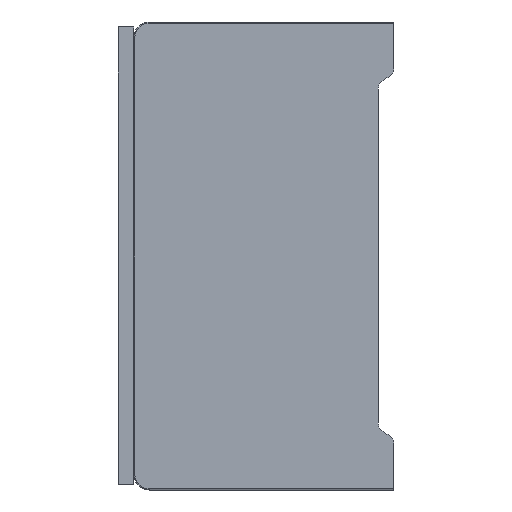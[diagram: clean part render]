
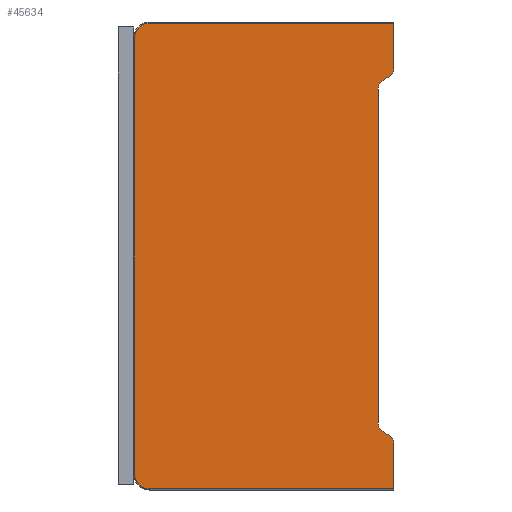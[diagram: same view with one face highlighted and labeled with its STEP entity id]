
A CAD part, left-side view. The second image highlights one B-rep face of the part: STEP entity #45634.
In plain terms, the highlighted planar face has unit normal (-1, 0, 0).
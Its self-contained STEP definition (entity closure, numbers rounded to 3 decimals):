
#623=CARTESIAN_POINT('',(0.,47.,-87.));
#624=DIRECTION('',(1.,0.,0.));
#625=DIRECTION('',(0.,0.,-1.));
#626=AXIS2_PLACEMENT_3D('',#623,#624,#625);
#628=CARTESIAN_POINT('',(0.,47.,-3.));
#629=DIRECTION('',(1.,0.,0.));
#630=DIRECTION('',(0.,1.,0.));
#631=AXIS2_PLACEMENT_3D('',#628,#629,#630);
#633=DIRECTION('',(0.,0.,-1.));
#634=VECTOR('',#633,8.8);
#635=CARTESIAN_POINT('',(0.,0.,-0.2));
#636=LINE('',#635,#634);
#637=CARTESIAN_POINT('',(0.,1.732,-9.));
#638=DIRECTION('',(1.,0.,0.));
#639=DIRECTION('',(0.,-1.,0.));
#640=AXIS2_PLACEMENT_3D('',#637,#638,#639);
#642=DIRECTION('',(0.,0.866,-0.5));
#643=VECTOR('',#642,1.309);
#644=CARTESIAN_POINT('',(0.,0.866,-10.5));
#645=LINE('',#644,#643);
#646=CARTESIAN_POINT('',(0.,1.,-12.887));
#647=DIRECTION('',(-1.,0.,0.));
#648=DIRECTION('',(0.,0.5,0.866));
#649=AXIS2_PLACEMENT_3D('',#646,#647,#648);
#651=DIRECTION('',(0.,0.,-1.));
#652=VECTOR('',#651,64.226);
#653=CARTESIAN_POINT('',(0.,3.,-12.887));
#654=LINE('',#653,#652);
#655=CARTESIAN_POINT('',(0.,1.,-77.113));
#656=DIRECTION('',(-1.,0.,0.));
#657=DIRECTION('',(0.,1.,0.));
#658=AXIS2_PLACEMENT_3D('',#655,#656,#657);
#660=DIRECTION('',(0.,-0.866,-0.5));
#661=VECTOR('',#660,1.309);
#662=CARTESIAN_POINT('',(0.,2.,-78.845));
#663=LINE('',#662,#661);
#664=CARTESIAN_POINT('',(0.,1.732,-81.));
#665=DIRECTION('',(1.,0.,0.));
#666=DIRECTION('',(0.,-0.5,0.866));
#667=AXIS2_PLACEMENT_3D('',#664,#665,#666);
#669=DIRECTION('',(0.,0.,-1.));
#670=VECTOR('',#669,8.8);
#671=CARTESIAN_POINT('',(0.,0.,-81.));
#672=LINE('',#671,#670);
#677=DIRECTION('',(0.,-1.,0.));
#678=VECTOR('',#677,47.);
#679=CARTESIAN_POINT('',(0.,47.,
-89.8));
#680=LINE('',#679,#678);
#1020=DIRECTION('',(0.,1.,0.));
#1021=VECTOR('',#1020,47.);
#1022=CARTESIAN_POINT('',(0.,0.,-0.2));
#1023=LINE('',#1022,#1021);
#1043=DIRECTION('',(0.,0.,-1.));
#1044=VECTOR('',#1043,84.);
#1045=CARTESIAN_POINT('',(0.,49.8,
-3.));
#1046=LINE('',#1045,#1044);
#43464=CARTESIAN_POINT('',(0.,49.8,
-3.));
#43465=CARTESIAN_POINT('',(0.,47.,
-0.2));
#43466=VERTEX_POINT('',#43464);
#43467=VERTEX_POINT('',#43465);
#43468=CARTESIAN_POINT('',(0.,47.,
-89.8));
#43469=CARTESIAN_POINT('',(0.,0.,-89.8));
#43470=VERTEX_POINT('',#43468);
#43471=VERTEX_POINT('',#43469);
#43472=CARTESIAN_POINT('',(0.,49.8,
-87.));
#43473=VERTEX_POINT('',#43472);
#43474=CARTESIAN_POINT('',(0.,0.,-0.2));
#43475=VERTEX_POINT('',#43474);
#43476=CARTESIAN_POINT('',(0.,0.,-9.));
#43477=VERTEX_POINT('',#43476);
#43478=CARTESIAN_POINT('',(0.,0.866,-10.5));
#43479=VERTEX_POINT('',#43478);
#43480=CARTESIAN_POINT('',(0.,2.,-11.155));
#43481=VERTEX_POINT('',#43480);
#43482=CARTESIAN_POINT('',(0.,3.,-12.887));
#43483=VERTEX_POINT('',#43482);
#43484=CARTESIAN_POINT('',(0.,3.,-77.113));
#43485=VERTEX_POINT('',#43484);
#43486=CARTESIAN_POINT('',(0.,2.,
-78.845));
#43487=VERTEX_POINT('',#43486);
#43488=CARTESIAN_POINT('',(0.,0.866,-79.5));
#43489=VERTEX_POINT('',#43488);
#43490=CARTESIAN_POINT('',(0.,0.,
-81.));
#43491=VERTEX_POINT('',#43490);
#45604=CARTESIAN_POINT('',(0.,24.9,-45.));
#45605=DIRECTION('',(1.,0.,0.));
#45606=DIRECTION('',(0.,0.,1.));
#45607=AXIS2_PLACEMENT_3D('',#45604,#45605,#45606);
#45608=PLANE('',#45607);
#45610=ORIENTED_EDGE('',*,*,#45609,.F.);
#45612=ORIENTED_EDGE('',*,*,#45611,.T.);
#45614=ORIENTED_EDGE('',*,*,#45613,.F.);
#45616=ORIENTED_EDGE('',*,*,#45615,.T.);
#45618=ORIENTED_EDGE('',*,*,#45617,.F.);
#45620=ORIENTED_EDGE('',*,*,#45619,.T.);
#45622=ORIENTED_EDGE('',*,*,#45621,.T.);
#45624=ORIENTED_EDGE('',*,*,#45623,.T.);
#45626=ORIENTED_EDGE('',*,*,#45625,.T.);
#45627=ORIENTED_EDGE('',*,*,#45583,.T.);
#45628=ORIENTED_EDGE('',*,*,#45572,.T.);
#45629=ORIENTED_EDGE('',*,*,#45557,.T.);
#45630=ORIENTED_EDGE('',*,*,#45542,.T.);
#45631=ORIENTED_EDGE('',*,*,#45527,.T.);
#45632=EDGE_LOOP('',(#45610,#45612,#45614,#45616,#45618,#45620,#45622,#45624,
#45626,#45627,#45628,#45629,#45630,#45631));
#45633=FACE_OUTER_BOUND('',#45632,.F.);
#627=CIRCLE('',#626,2.8);
#632=CIRCLE('',#631,2.8);
#641=CIRCLE('',#640,1.732);
#650=CIRCLE('',#649,2.);
#659=CIRCLE('',#658,2.);
#668=CIRCLE('',#667,1.732);
#45527=EDGE_CURVE('',#43491,#43471,#672,.T.);
#45542=EDGE_CURVE('',#43489,#43491,#668,.T.);
#45557=EDGE_CURVE('',#43487,#43489,#663,.T.);
#45572=EDGE_CURVE('',#43485,#43487,#659,.T.);
#45583=EDGE_CURVE('',#43483,#43485,#654,.T.);
#45609=EDGE_CURVE('',#43470,#43471,#680,.T.);
#45611=EDGE_CURVE('',#43470,#43473,#627,.T.);
#45613=EDGE_CURVE('',#43466,#43473,#1046,.T.);
#45615=EDGE_CURVE('',#43466,#43467,#632,.T.);
#45617=EDGE_CURVE('',#43475,#43467,#1023,.T.);
#45619=EDGE_CURVE('',#43475,#43477,#636,.T.);
#45621=EDGE_CURVE('',#43477,#43479,#641,.T.);
#45623=EDGE_CURVE('',#43479,#43481,#645,.T.);
#45625=EDGE_CURVE('',#43481,#43483,#650,.T.);
#45634=ADVANCED_FACE('',(#45633),#45608,.F.);
